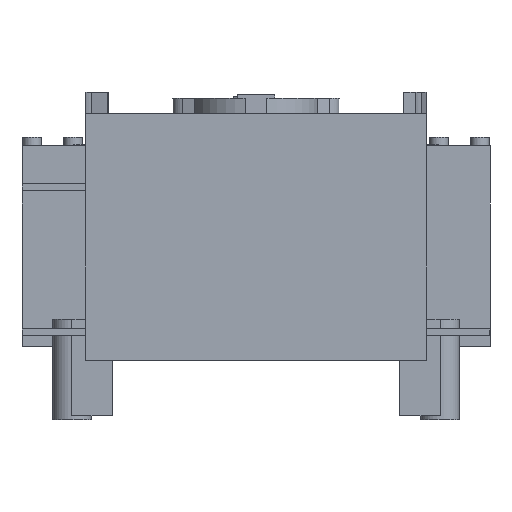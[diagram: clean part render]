
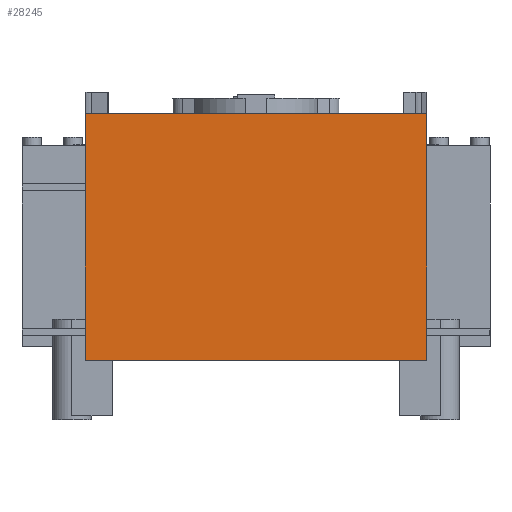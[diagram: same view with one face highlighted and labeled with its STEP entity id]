
A CAD part, left-side view. The second image highlights one B-rep face of the part: STEP entity #28245.
In plain terms, the highlighted planar face has unit normal (-1, 0, 0).
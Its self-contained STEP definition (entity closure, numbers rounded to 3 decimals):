
#12321=CARTESIAN_POINT('',(-149.388,-76.592,-104.86));
#12322=VERTEX_POINT('',#12321);
#12329=CARTESIAN_POINT('',(-149.388,80.908,-104.86));
#12330=VERTEX_POINT('',#12329);
#12331=CARTESIAN_POINT('',(-149.388,-76.592,-104.86));
#12332=DIRECTION('',(0.,1.0,0.0));
#12333=VECTOR('',#12332,157.5);
#12334=LINE('',#12331,#12333);
#12335=EDGE_CURVE('',#12322,#12330,#12334,.T.);
#12434=CARTESIAN_POINT('',(-149.388,80.908,9.14));
#12435=VERTEX_POINT('',#12434);
#12436=CARTESIAN_POINT('',(-149.388,80.908,9.14));
#12437=DIRECTION('',(0.0,0.0,-1.0));
#12438=VECTOR('',#12437,114.);
#12439=LINE('',#12436,#12438);
#12440=EDGE_CURVE('',#12435,#12330,#12439,.T.);
#14704=CARTESIAN_POINT('',(-149.388,-76.592,9.14));
#14705=VERTEX_POINT('',#14704);
#14712=CARTESIAN_POINT('',(-149.388,-76.592,-104.86));
#14713=DIRECTION('',(0.0,0.0,1.0));
#14714=VECTOR('',#14713,114.);
#14715=LINE('',#14712,#14714);
#14716=EDGE_CURVE('',#12322,#14705,#14715,.T.);
#20605=CARTESIAN_POINT('',(-149.388,80.908,9.14));
#20606=DIRECTION('',(0.0,-1.0,0.0));
#20607=VECTOR('',#20606,157.5);
#20608=LINE('',#20605,#20607);
#20609=EDGE_CURVE('',#12435,#14705,#20608,.T.);
#28234=CARTESIAN_POINT('',(-149.388,-72.592,-47.86));
#28235=DIRECTION('',(-1.0,0.0,0.0));
#28236=DIRECTION('',(0.0,0.0,1.0));
#28237=AXIS2_PLACEMENT_3D('',#28234,#28235,#28236);
#28238=PLANE('',#28237);
#28239=ORIENTED_EDGE('',*,*,#20609,.F.);
#28240=ORIENTED_EDGE('',*,*,#12440,.T.);
#28241=ORIENTED_EDGE('',*,*,#12335,.F.);
#28242=ORIENTED_EDGE('',*,*,#14716,.T.);
#28243=EDGE_LOOP('',(#28239,#28240,#28241,#28242));
#28244=FACE_OUTER_BOUND('',#28243,.T.);
#28245=ADVANCED_FACE('',(#28244),#28238,.T.);
